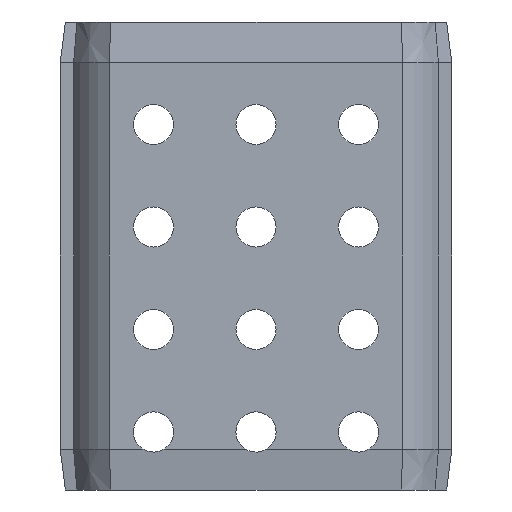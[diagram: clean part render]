
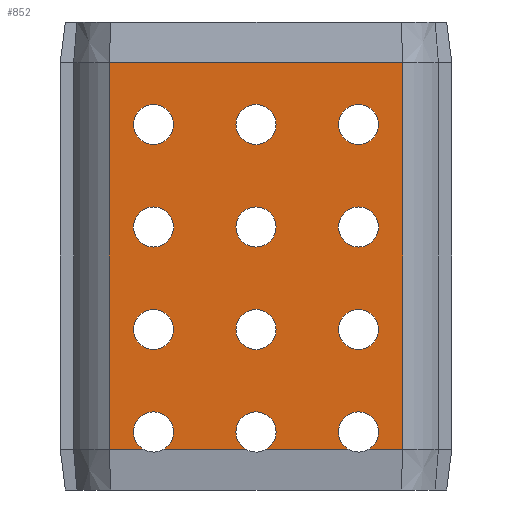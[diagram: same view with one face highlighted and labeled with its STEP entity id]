
A CAD part, left-side view. The second image highlights one B-rep face of the part: STEP entity #852.
In plain terms, the highlighted planar face has unit normal (-1, 0, 0).
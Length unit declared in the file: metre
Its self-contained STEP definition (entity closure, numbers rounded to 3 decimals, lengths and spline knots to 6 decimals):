
#92=LINE('',#1330,#150);
#93=LINE('',#1342,#151);
#94=LINE('',#1345,#152);
#95=LINE('',#1349,#153);
#96=LINE('',#1353,#154);
#97=LINE('',#1357,#155);
#98=LINE('',#1358,#156);
#150=VECTOR('',#1061,1.);
#151=VECTOR('',#1074,1.);
#152=VECTOR('',#1075,1.);
#153=VECTOR('',#1078,1.);
#154=VECTOR('',#1081,1.);
#155=VECTOR('',#1084,1.);
#156=VECTOR('',#1085,1.);
#222=ORIENTED_EDGE('',*,*,#459,.T.);
#223=ORIENTED_EDGE('',*,*,#460,.T.);
#224=ORIENTED_EDGE('',*,*,#461,.T.);
#225=ORIENTED_EDGE('',*,*,#462,.F.);
#226=ORIENTED_EDGE('',*,*,#463,.T.);
#227=ORIENTED_EDGE('',*,*,#464,.T.);
#228=ORIENTED_EDGE('',*,*,#465,.T.);
#229=ORIENTED_EDGE('',*,*,#466,.T.);
#230=ORIENTED_EDGE('',*,*,#467,.T.);
#231=ORIENTED_EDGE('',*,*,#468,.T.);
#232=ORIENTED_EDGE('',*,*,#469,.T.);
#233=ORIENTED_EDGE('',*,*,#456,.T.);
#234=ORIENTED_EDGE('',*,*,#470,.T.);
#235=ORIENTED_EDGE('',*,*,#471,.T.);
#236=ORIENTED_EDGE('',*,*,#472,.T.);
#237=ORIENTED_EDGE('',*,*,#473,.T.);
#238=ORIENTED_EDGE('',*,*,#474,.T.);
#239=ORIENTED_EDGE('',*,*,#475,.T.);
#240=ORIENTED_EDGE('',*,*,#476,.T.);
#456=EDGE_CURVE('',#574,#575,#92,.T.);
#459=EDGE_CURVE('',#576,#576,#630,.T.);
#460=EDGE_CURVE('',#577,#577,#631,.T.);
#461=EDGE_CURVE('',#578,#578,#632,.T.);
#462=EDGE_CURVE('',#579,#580,#93,.T.);
#463=EDGE_CURVE('',#579,#581,#94,.T.);
#464=EDGE_CURVE('',#581,#582,#633,.T.);
#465=EDGE_CURVE('',#582,#583,#95,.T.);
#466=EDGE_CURVE('',#583,#584,#634,.T.);
#467=EDGE_CURVE('',#584,#585,#96,.T.);
#468=EDGE_CURVE('',#585,#586,#635,.T.);
#469=EDGE_CURVE('',#586,#574,#97,.T.);
#470=EDGE_CURVE('',#575,#580,#98,.T.);
#471=EDGE_CURVE('',#587,#587,#636,.T.);
#472=EDGE_CURVE('',#588,#588,#637,.T.);
#473=EDGE_CURVE('',#589,#589,#638,.T.);
#474=EDGE_CURVE('',#590,#590,#639,.T.);
#475=EDGE_CURVE('',#591,#591,#640,.T.);
#476=EDGE_CURVE('',#592,#592,#641,.T.);
#574=VERTEX_POINT('',#1331);
#575=VERTEX_POINT('',#1332);
#576=VERTEX_POINT('',#1337);
#577=VERTEX_POINT('',#1339);
#578=VERTEX_POINT('',#1341);
#579=VERTEX_POINT('',#1343);
#580=VERTEX_POINT('',#1344);
#581=VERTEX_POINT('',#1346);
#582=VERTEX_POINT('',#1348);
#583=VERTEX_POINT('',#1350);
#584=VERTEX_POINT('',#1352);
#585=VERTEX_POINT('',#1354);
#586=VERTEX_POINT('',#1356);
#587=VERTEX_POINT('',#1360);
#588=VERTEX_POINT('',#1362);
#589=VERTEX_POINT('',#1364);
#590=VERTEX_POINT('',#1366);
#591=VERTEX_POINT('',#1368);
#592=VERTEX_POINT('',#1370);
#630=CIRCLE('',#926,0.002489);
#631=CIRCLE('',#927,0.002489);
#632=CIRCLE('',#928,0.002489);
#633=CIRCLE('',#929,0.002489);
#634=CIRCLE('',#930,0.002489);
#635=CIRCLE('',#931,0.002489);
#636=CIRCLE('',#932,0.002489);
#637=CIRCLE('',#933,0.002489);
#638=CIRCLE('',#934,0.002489);
#639=CIRCLE('',#935,0.002489);
#640=CIRCLE('',#936,0.002489);
#641=CIRCLE('',#937,0.002489);
#666=EDGE_LOOP('',(#222));
#667=EDGE_LOOP('',(#223));
#668=EDGE_LOOP('',(#224));
#669=EDGE_LOOP('',(#225,#226,#227,#228,#229,#230,#231,#232,#233,#234));
#670=EDGE_LOOP('',(#235));
#671=EDGE_LOOP('',(#236));
#672=EDGE_LOOP('',(#237));
#673=EDGE_LOOP('',(#238));
#674=EDGE_LOOP('',(#239));
#675=EDGE_LOOP('',(#240));
#746=FACE_BOUND('',#666,.T.);
#747=FACE_BOUND('',#667,.T.);
#748=FACE_BOUND('',#668,.T.);
#749=FACE_BOUND('',#669,.T.);
#750=FACE_BOUND('',#670,.T.);
#751=FACE_BOUND('',#671,.T.);
#752=FACE_BOUND('',#672,.T.);
#753=FACE_BOUND('',#673,.T.);
#754=FACE_BOUND('',#674,.T.);
#755=FACE_BOUND('',#675,.T.);
#825=PLANE('',#925);
#852=ADVANCED_FACE('',(#746,#747,#748,#749,#750,#751,#752,#753,#754,#755),
#825,.F.);
#925=AXIS2_PLACEMENT_3D('',#1335,#1066,#1067);
#926=AXIS2_PLACEMENT_3D('',#1336,#1068,#1069);
#927=AXIS2_PLACEMENT_3D('',#1338,#1070,#1071);
#928=AXIS2_PLACEMENT_3D('',#1340,#1072,#1073);
#929=AXIS2_PLACEMENT_3D('',#1347,#1076,#1077);
#930=AXIS2_PLACEMENT_3D('',#1351,#1079,#1080);
#931=AXIS2_PLACEMENT_3D('',#1355,#1082,#1083);
#932=AXIS2_PLACEMENT_3D('',#1359,#1086,#1087);
#933=AXIS2_PLACEMENT_3D('',#1361,#1088,#1089);
#934=AXIS2_PLACEMENT_3D('',#1363,#1090,#1091);
#935=AXIS2_PLACEMENT_3D('',#1365,#1092,#1093);
#936=AXIS2_PLACEMENT_3D('',#1367,#1094,#1095);
#937=AXIS2_PLACEMENT_3D('',#1369,#1096,#1097);
#1061=DIRECTION('',(0.,0.,1.));
#1066=DIRECTION('',(1.,0.,0.));
#1067=DIRECTION('',(0.,0.,-1.));
#1068=DIRECTION('',(1.,0.,0.));
#1069=DIRECTION('',(0.,0.,-1.));
#1070=DIRECTION('',(1.,0.,0.));
#1071=DIRECTION('',(0.,0.,-1.));
#1072=DIRECTION('',(1.,0.,0.));
#1073=DIRECTION('',(0.,0.,-1.));
#1074=DIRECTION('',(0.,0.,1.));
#1075=DIRECTION('',(0.,-1.,0.));
#1076=DIRECTION('',(1.,0.,0.));
#1077=DIRECTION('',(0.,0.,-1.));
#1078=DIRECTION('',(0.,-1.,0.));
#1079=DIRECTION('',(1.,0.,0.));
#1080=DIRECTION('',(0.,0.,-1.));
#1081=DIRECTION('',(0.,-1.,0.));
#1082=DIRECTION('',(1.,0.,0.));
#1083=DIRECTION('',(0.,0.,-1.));
#1084=DIRECTION('',(0.,-1.,0.));
#1085=DIRECTION('',(0.,1.,0.));
#1086=DIRECTION('',(1.,0.,0.));
#1087=DIRECTION('',(0.,0.,-1.));
#1088=DIRECTION('',(1.,0.,0.));
#1089=DIRECTION('',(0.,0.,-1.));
#1090=DIRECTION('',(1.,0.,0.));
#1091=DIRECTION('',(0.,0.,-1.));
#1092=DIRECTION('',(1.,0.,0.));
#1093=DIRECTION('',(0.,0.,-1.));
#1094=DIRECTION('',(1.,0.,0.));
#1095=DIRECTION('',(0.,0.,-1.));
#1096=DIRECTION('',(1.,0.,0.));
#1097=DIRECTION('',(0.,0.,-1.));
#1330=CARTESIAN_POINT('',(-0.028575,-0.361073,0.54526));
#1331=CARTESIAN_POINT('',(-0.028575,-0.361073,0.550342));
#1332=CARTESIAN_POINT('',(-0.028575,-0.361073,0.59817));
#1335=CARTESIAN_POINT('',(-0.028575,-0.333688,0.54526));
#1336=CARTESIAN_POINT('',(-0.028575,-0.3556,0.56515));
#1337=CARTESIAN_POINT('',(-0.028575,-0.3556,0.562661));
#1338=CARTESIAN_POINT('',(-0.028575,-0.3556,0.57785));
#1339=CARTESIAN_POINT('',(-0.028575,-0.3556,0.575361));
#1340=CARTESIAN_POINT('',(-0.028575,-0.3556,0.59055));
#1341=CARTESIAN_POINT('',(-0.028575,-0.3556,0.588061));
#1342=CARTESIAN_POINT('',(-0.028575,-0.324727,0.54526));
#1343=CARTESIAN_POINT('',(-0.028575,-0.324727,0.550342));
#1344=CARTESIAN_POINT('',(-0.028575,-0.324727,0.59817));
#1345=CARTESIAN_POINT('',(-0.028575,-0.333688,0.550342));
#1346=CARTESIAN_POINT('',(-0.028575,-0.328876,0.550342));
#1347=CARTESIAN_POINT('',(-0.028575,-0.3302,0.55245));
#1348=CARTESIAN_POINT('',(-0.028575,-0.331524,0.550342));
#1349=CARTESIAN_POINT('',(-0.028575,-0.333688,0.550342));
#1350=CARTESIAN_POINT('',(-0.028575,-0.341576,0.550342));
#1351=CARTESIAN_POINT('',(-0.028575,-0.3429,0.55245));
#1352=CARTESIAN_POINT('',(-0.028575,-0.344224,0.550342));
#1353=CARTESIAN_POINT('',(-0.028575,-0.333688,0.550342));
#1354=CARTESIAN_POINT('',(-0.028575,-0.354276,0.550342));
#1355=CARTESIAN_POINT('',(-0.028575,-0.3556,0.55245));
#1356=CARTESIAN_POINT('',(-0.028575,-0.356924,0.550342));
#1357=CARTESIAN_POINT('',(-0.028575,-0.333688,0.550342));
#1358=CARTESIAN_POINT('',(-0.028575,-0.324727,0.59817));
#1359=CARTESIAN_POINT('',(-0.028575,-0.3429,0.56515));
#1360=CARTESIAN_POINT('',(-0.028575,-0.3429,0.562661));
#1361=CARTESIAN_POINT('',(-0.028575,-0.3429,0.57785));
#1362=CARTESIAN_POINT('',(-0.028575,-0.3429,0.575361));
#1363=CARTESIAN_POINT('',(-0.028575,-0.3302,0.56515));
#1364=CARTESIAN_POINT('',(-0.028575,-0.3302,0.562661));
#1365=CARTESIAN_POINT('',(-0.028575,-0.3302,0.57785));
#1366=CARTESIAN_POINT('',(-0.028575,-0.3302,0.575361));
#1367=CARTESIAN_POINT('',(-0.028575,-0.3429,0.59055));
#1368=CARTESIAN_POINT('',(-0.028575,-0.3429,0.588061));
#1369=CARTESIAN_POINT('',(-0.028575,-0.3302,0.59055));
#1370=CARTESIAN_POINT('',(-0.028575,-0.3302,0.588061));
